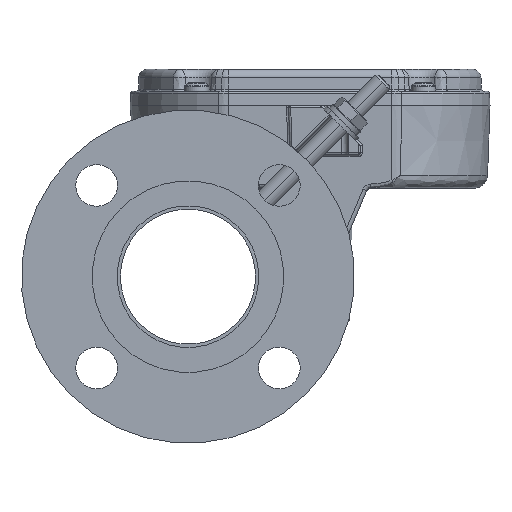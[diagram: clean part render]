
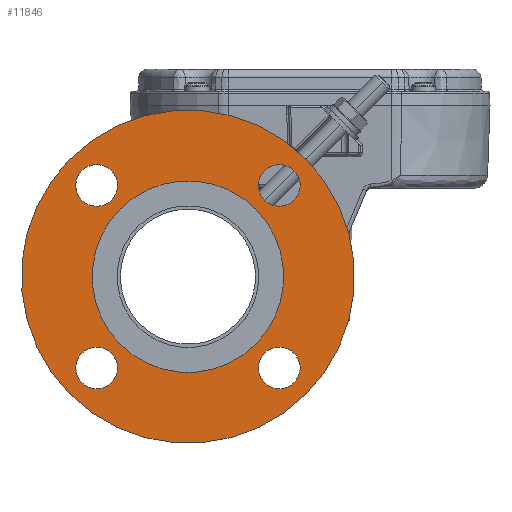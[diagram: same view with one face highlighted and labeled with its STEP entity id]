
A CAD part, front view. The second image highlights one B-rep face of the part: STEP entity #11846.
In plain terms, the highlighted planar face has unit normal (0, -1, 0).
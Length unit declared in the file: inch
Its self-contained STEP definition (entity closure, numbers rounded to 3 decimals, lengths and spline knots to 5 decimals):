
#39 = ORIENTED_EDGE ( 'NONE', *, *, #17996, .F. ) ;
#269 = AXIS2_PLACEMENT_3D ( 'NONE', #3489, #15905, #5260 ) ;
#308 = CARTESIAN_POINT ( 'NONE',  ( -1.14835, 0.06299, 1.59099 ) ) ;
#466 = CARTESIAN_POINT ( 'NONE',  ( 1.36967, 0.06299, 1.36967 ) ) ;
#621 = EDGE_CURVE ( 'NONE', #20788, #6215, #4589, .T. ) ;
#1354 = EDGE_CURVE ( 'NONE', #12841, #18091, #15368, .T. ) ;
#1355 = AXIS2_PLACEMENT_3D ( 'NONE', #20850, #10196, #22651 ) ;
#1444 = CIRCLE ( 'NONE', #15732, 2.5 ) ;
#1736 = DIRECTION ( 'NONE',  ( 0., -1., 0. ) ) ;
#1755 = ORIENTED_EDGE ( 'NONE', *, *, #19086, .F. ) ;
#1759 = CIRCLE ( 'NONE', #1355, 0.31299 ) ;
#1981 = EDGE_CURVE ( 'NONE', #17061, #13085, #7314, .T. ) ;
#2034 = EDGE_LOOP ( 'NONE', ( #7089, #5364 ) ) ;
#2215 = ORIENTED_EDGE ( 'NONE', *, *, #621, .T. ) ;
#2245 = DIRECTION ( 'NONE',  ( 0.707, 0., -0.707 ) ) ;
#2293 = AXIS2_PLACEMENT_3D ( 'NONE', #16949, #6307, #18763 ) ;
#2528 = VERTEX_POINT ( 'NONE', #308 ) ;
#2674 = DIRECTION ( 'NONE',  ( 0., -1., 0. ) ) ;
#2739 = EDGE_CURVE ( 'NONE', #6215, #20788, #1444, .T. ) ;
#3093 = EDGE_LOOP ( 'NONE', ( #17391, #4814 ) ) ;
#3266 = AXIS2_PLACEMENT_3D ( 'NONE', #16365, #5735, #18187 ) ;
#3303 = ORIENTED_EDGE ( 'NONE', *, *, #1981, .F. ) ;
#3489 = CARTESIAN_POINT ( 'NONE',  ( 1.36967, 0.06299, -1.36967 ) ) ;
#3588 = CARTESIAN_POINT ( 'NONE',  ( 1.14835, 0.06299, -1.59099 ) ) ;
#3643 = EDGE_CURVE ( 'NONE', #2528, #21346, #20610, .T. ) ;
#3760 = DIRECTION ( 'NONE',  ( 0., -1., 0. ) ) ;
#4038 = FACE_BOUND ( 'NONE', #18967, .T. ) ;
#4473 = CARTESIAN_POINT ( 'NONE',  ( 1.01612, 0.06299, 1.01612 ) ) ;
#4589 = CIRCLE ( 'NONE', #14483, 2.5 ) ;
#4608 = FACE_BOUND ( 'NONE', #5323, .T. ) ;
#4814 = ORIENTED_EDGE ( 'NONE', *, *, #10391, .F. ) ;
#5000 = CARTESIAN_POINT ( 'NONE',  ( 1.76777, 0.06299, -1.76777 ) ) ;
#5260 = DIRECTION ( 'NONE',  ( -0.707, 0., -0.707 ) ) ;
#5323 = EDGE_LOOP ( 'NONE', ( #12938, #1755 ) ) ;
#5364 = ORIENTED_EDGE ( 'NONE', *, *, #15787, .F. ) ;
#5414 = CIRCLE ( 'NONE', #19500, 0.31299 ) ;
#5735 = DIRECTION ( 'NONE',  ( 0., -1., 0. ) ) ;
#5768 = CARTESIAN_POINT ( 'NONE',  ( 0., 0.06299, 0. ) ) ;
#6215 = VERTEX_POINT ( 'NONE', #20120 ) ;
#6307 = DIRECTION ( 'NONE',  ( 0., -1., 0. ) ) ;
#6770 = AXIS2_PLACEMENT_3D ( 'NONE', #12379, #1736, #14169 ) ;
#7089 = ORIENTED_EDGE ( 'NONE', *, *, #12802, .F. ) ;
#7314 = CIRCLE ( 'NONE', #2293, 0.31299 ) ;
#7539 = DIRECTION ( 'NONE',  ( -0.707, 0., -0.707 ) ) ;
#7981 = CARTESIAN_POINT ( 'NONE',  ( 1.59099, 0.06299, 1.59099 ) ) ;
#8178 = FACE_OUTER_BOUND ( 'NONE', #21148, .T. ) ;
#8536 = CARTESIAN_POINT ( 'NONE',  ( -1.36967, 0.06299, 1.36967 ) ) ;
#8899 = CARTESIAN_POINT ( 'NONE',  ( -1.76777, 0.06299, -1.76777 ) ) ;
#8917 = EDGE_LOOP ( 'NONE', ( #39, #10007 ) ) ;
#9030 = CARTESIAN_POINT ( 'NONE',  ( -1.01612, 0.06299, -1.01612 ) ) ;
#9736 = DIRECTION ( 'NONE',  ( 0., -1., 0. ) ) ;
#10007 = ORIENTED_EDGE ( 'NONE', *, *, #3643, .F. ) ;
#10196 = DIRECTION ( 'NONE',  ( 0., -1., 0. ) ) ;
#10241 = CARTESIAN_POINT ( 'NONE',  ( 1.59099, 0.06299, -1.14835 ) ) ;
#10338 = DIRECTION ( 'NONE',  ( 0.707, 0., 0.707 ) ) ;
#10391 = EDGE_CURVE ( 'NONE', #14454, #16141, #12685, .T. ) ;
#10652 = CARTESIAN_POINT ( 'NONE',  ( -1.36967, 0.06299, -1.36967 ) ) ;
#11846 = ADVANCED_FACE ( 'NONE', ( #22380, #18223, #4608, #4038, #12920, #8178 ), #21245, .F. ) ;
#12082 = VERTEX_POINT ( 'NONE', #7981 ) ;
#12362 = DIRECTION ( 'NONE',  ( 0.707, 0., 0.707 ) ) ;
#12379 = CARTESIAN_POINT ( 'NONE',  ( -1.36967, 0.06299, -1.36967 ) ) ;
#12414 = DIRECTION ( 'NONE',  ( -0.707, 0., 0.707 ) ) ;
#12685 = CIRCLE ( 'NONE', #3266, 1.43701 ) ;
#12729 = AXIS2_PLACEMENT_3D ( 'NONE', #8536, #21002, #10338 ) ;
#12802 = EDGE_CURVE ( 'NONE', #13657, #12082, #5414, .T. ) ;
#12841 = VERTEX_POINT ( 'NONE', #14612 ) ;
#12908 = DIRECTION ( 'NONE',  ( 0., -1., 0. ) ) ;
#12920 = FACE_BOUND ( 'NONE', #3093, .T. ) ;
#12938 = ORIENTED_EDGE ( 'NONE', *, *, #1354, .F. ) ;
#13085 = VERTEX_POINT ( 'NONE', #3588 ) ;
#13301 = CARTESIAN_POINT ( 'NONE',  ( 0., 0.06299, 0. ) ) ;
#13335 = CIRCLE ( 'NONE', #14583, 0.31299 ) ;
#13375 = EDGE_CURVE ( 'NONE', #13085, #17061, #15392, .T. ) ;
#13657 = VERTEX_POINT ( 'NONE', #17377 ) ;
#14097 = CARTESIAN_POINT ( 'NONE',  ( -1.14835, 0.06299, -1.14835 ) ) ;
#14169 = DIRECTION ( 'NONE',  ( -0.707, 0., 0.707 ) ) ;
#14374 = CARTESIAN_POINT ( 'NONE',  ( 0., 0.06299, 0. ) ) ;
#14454 = VERTEX_POINT ( 'NONE', #4473 ) ;
#14483 = AXIS2_PLACEMENT_3D ( 'NONE', #5768, #18228, #7539 ) ;
#14577 = CIRCLE ( 'NONE', #18659, 1.43701 ) ;
#14583 = AXIS2_PLACEMENT_3D ( 'NONE', #20402, #9736, #22174 ) ;
#14612 = CARTESIAN_POINT ( 'NONE',  ( -1.59099, 0.06299, -1.59099 ) ) ;
#15115 = DIRECTION ( 'NONE',  ( -0.707, 0., -0.707 ) ) ;
#15368 = CIRCLE ( 'NONE', #22691, 0.31299 ) ;
#15392 = CIRCLE ( 'NONE', #269, 0.31299 ) ;
#15732 = AXIS2_PLACEMENT_3D ( 'NONE', #13301, #2674, #15115 ) ;
#15787 = EDGE_CURVE ( 'NONE', #12082, #13657, #13335, .T. ) ;
#15905 = DIRECTION ( 'NONE',  ( 0., -1., 0. ) ) ;
#16141 = VERTEX_POINT ( 'NONE', #9030 ) ;
#16164 = DIRECTION ( 'NONE',  ( -0.707, 0., -0.707 ) ) ;
#16365 = CARTESIAN_POINT ( 'NONE',  ( 0., 0.06299, 0. ) ) ;
#16949 = CARTESIAN_POINT ( 'NONE',  ( 1.36967, 0.06299, -1.36967 ) ) ;
#17039 = ORIENTED_EDGE ( 'NONE', *, *, #13375, .F. ) ;
#17061 = VERTEX_POINT ( 'NONE', #10241 ) ;
#17174 = EDGE_CURVE ( 'NONE', #16141, #14454, #14577, .T. ) ;
#17377 = CARTESIAN_POINT ( 'NONE',  ( 1.14835, 0.06299, 1.14835 ) ) ;
#17391 = ORIENTED_EDGE ( 'NONE', *, *, #17174, .F. ) ;
#17591 = CIRCLE ( 'NONE', #6770, 0.31299 ) ;
#17996 = EDGE_CURVE ( 'NONE', #21346, #2528, #1759, .T. ) ;
#18091 = VERTEX_POINT ( 'NONE', #14097 ) ;
#18187 = DIRECTION ( 'NONE',  ( -0.707, 0., -0.707 ) ) ;
#18223 = FACE_BOUND ( 'NONE', #8917, .T. ) ;
#18228 = DIRECTION ( 'NONE',  ( 0., -1., 0. ) ) ;
#18367 = ORIENTED_EDGE ( 'NONE', *, *, #2739, .T. ) ;
#18659 = AXIS2_PLACEMENT_3D ( 'NONE', #14374, #3760, #16164 ) ;
#18763 = DIRECTION ( 'NONE',  ( -0.707, 0., -0.707 ) ) ;
#18764 = CARTESIAN_POINT ( 'NONE',  ( -1.59099, 0.06299, 1.14835 ) ) ;
#18967 = EDGE_LOOP ( 'NONE', ( #17039, #3303 ) ) ;
#19086 = EDGE_CURVE ( 'NONE', #18091, #12841, #17591, .T. ) ;
#19500 = AXIS2_PLACEMENT_3D ( 'NONE', #466, #12908, #2245 ) ;
#20120 = CARTESIAN_POINT ( 'NONE',  ( 1.76777, 0.06299, 1.76777 ) ) ;
#20402 = CARTESIAN_POINT ( 'NONE',  ( 1.36967, 0.06299, 1.36967 ) ) ;
#20610 = CIRCLE ( 'NONE', #12729, 0.31299 ) ;
#20788 = VERTEX_POINT ( 'NONE', #8899 ) ;
#20850 = CARTESIAN_POINT ( 'NONE',  ( -1.36967, 0.06299, 1.36967 ) ) ;
#21002 = DIRECTION ( 'NONE',  ( 0., -1., 0. ) ) ;
#21148 = EDGE_LOOP ( 'NONE', ( #2215, #18367 ) ) ;
#21245 = PLANE ( 'NONE',  #21303 ) ;
#21303 = AXIS2_PLACEMENT_3D ( 'NONE', #5000, #23016, #12362 ) ;
#21346 = VERTEX_POINT ( 'NONE', #18764 ) ;
#22174 = DIRECTION ( 'NONE',  ( 0.707, 0., -0.707 ) ) ;
#22380 = FACE_BOUND ( 'NONE', #2034, .T. ) ;
#22651 = DIRECTION ( 'NONE',  ( 0.707, 0., 0.707 ) ) ;
#22691 = AXIS2_PLACEMENT_3D ( 'NONE', #10652, #23074, #12414 ) ;
#23016 = DIRECTION ( 'NONE',  ( 0., 1., 0. ) ) ;
#23074 = DIRECTION ( 'NONE',  ( 0., -1., 0. ) ) ;
